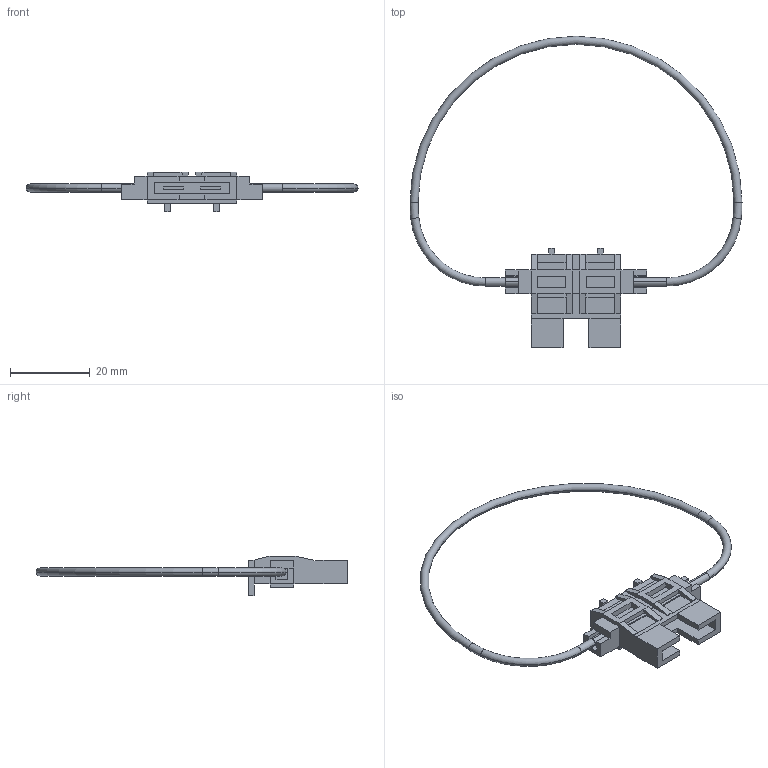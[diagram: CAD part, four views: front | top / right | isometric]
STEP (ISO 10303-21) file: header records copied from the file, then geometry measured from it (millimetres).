
FILE_DESCRIPTION (( 'STEP AP214' ), '1' );
FILE_NAME ('BF354.STEP', '2019-12-03T17:46:56', ( '' ), ( '' ), 'SwSTEP 2.0', 'SolidWorks 2017', '' );
FILE_SCHEMA (( 'AUTOMOTIVE_DESIGN' ));
Length unit declared in the file: millimetre
Products named in the file (1): BF354
Bounding box: 83.27 x 78.14 x 10 mm (x, y, z)
Volume: 3448.8 mm3; surface area: 4141.7 mm2
Topology: 2 solids, 2 shells, 188 faces, 490 edges, 308 vertices
Faces by surface type: plane 172, torus 10, cylinder 6
Entity records: 5649 total; most frequent: CARTESIAN_POINT 987, ORIENTED_EDGE 980, DIRECTION 900, EDGE_CURVE 490, LINE 458, VECTOR 458, VERTEX_POINT 308, AXIS2_PLACEMENT_3D 221
